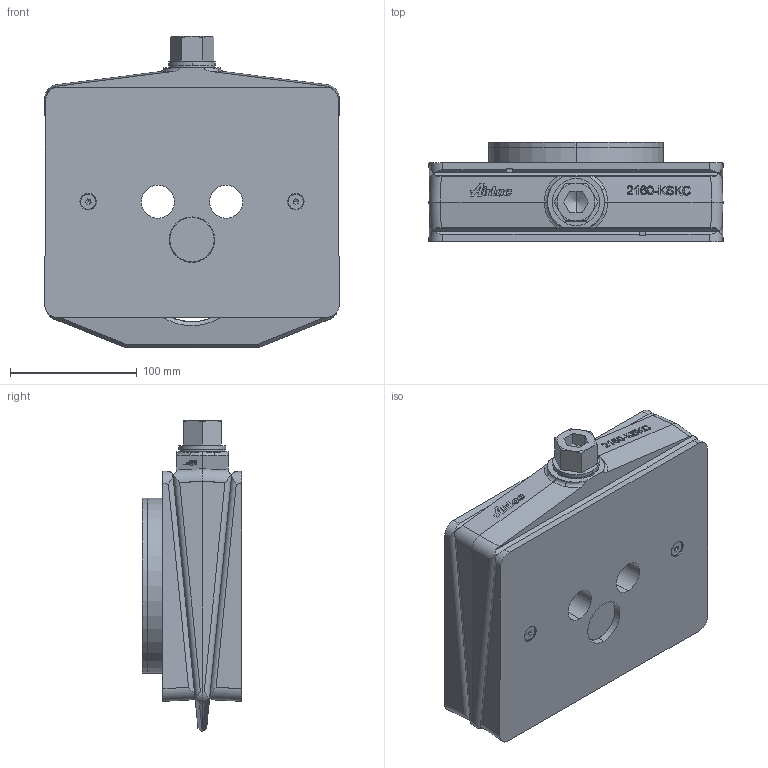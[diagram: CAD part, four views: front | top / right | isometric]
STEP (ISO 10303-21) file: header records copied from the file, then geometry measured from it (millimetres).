
FILE_DESCRIPTION (( 'STEP AP214' ), '1' );
FILE_NAME ('2160-KSKC.step', '2013-07-02T06:23:43', ( 'admin' ), ( '' ), 'SwSTEP 2.0', 'SolidWorks 2012', '' );
FILE_SCHEMA (( 'AUTOMOTIVE_DESIGN' ));
Length unit declared in the file: millimetre
Products named in the file (1): 2160-KSKC
Bounding box: 232.64 x 78.58 x 245.67 mm (x, y, z)
Volume: 2740739 mm3; surface area: 185196.2 mm2
Topology: 3 solids, 7 shells, 471 faces, 1214 edges, 781 vertices
Faces by surface type: plane 237, cylinder 103, bspline 78, cone 51, torus 2
Entity records: 24625 total; most frequent: CARTESIAN_POINT 8781, ORIENTED_EDGE 2408, DIRECTION 1837, EDGE_CURVE 1204, VERTEX_POINT 781, LINE 693, VECTOR 693, AXIS2_PLACEMENT_3D 572
